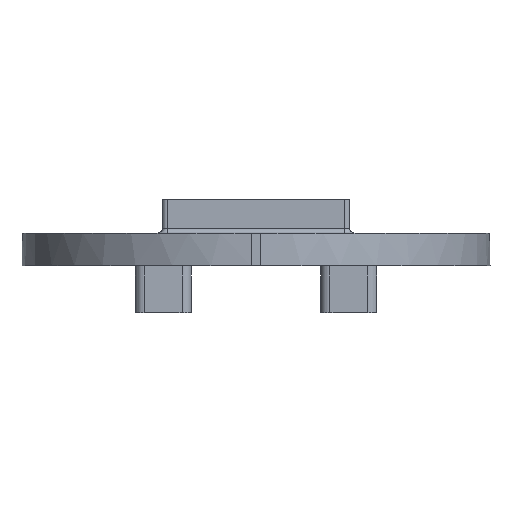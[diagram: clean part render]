
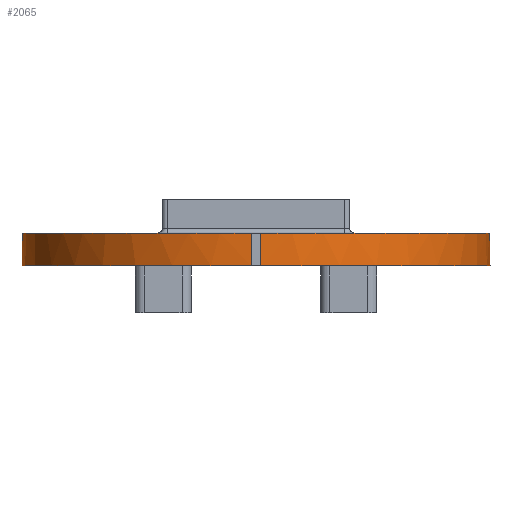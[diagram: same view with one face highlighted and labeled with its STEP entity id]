
A CAD part, left-side view. The second image highlights one B-rep face of the part: STEP entity #2065.
In plain terms, the highlighted cylindrical face has radius 50 mm (diameter 100 mm), a partial arc.
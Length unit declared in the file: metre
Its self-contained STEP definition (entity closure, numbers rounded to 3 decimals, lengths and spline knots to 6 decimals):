
#52=CYLINDRICAL_SURFACE('',#2273,0.05);
#122=CIRCLE('',#2261,0.05);
#134=CIRCLE('',#2274,0.05);
#369=ORIENTED_EDGE('',*,*,#873,.F.);
#370=ORIENTED_EDGE('',*,*,#846,.T.);
#371=ORIENTED_EDGE('',*,*,#874,.T.);
#372=ORIENTED_EDGE('',*,*,#875,.F.);
#846=EDGE_CURVE('',#1114,#1115,#122,.T.);
#873=EDGE_CURVE('',#1114,#1141,#1311,.F.);
#874=EDGE_CURVE('',#1115,#1142,#1312,.F.);
#875=EDGE_CURVE('',#1141,#1142,#134,.T.);
#1114=VERTEX_POINT('',#3241);
#1115=VERTEX_POINT('',#3242);
#1141=VERTEX_POINT('',#3296);
#1142=VERTEX_POINT('',#3298);
#1311=LINE('',#3295,#1474);
#1312=LINE('',#3297,#1475);
#1474=VECTOR('',#2652,1.);
#1475=VECTOR('',#2653,1.);
#1647=EDGE_LOOP('',(#369,#370,#371,#372));
#1844=FACE_BOUND('',#1647,.T.);
#2065=ADVANCED_FACE('',(#1844),#52,.T.);
#2261=AXIS2_PLACEMENT_3D('',#3240,#2611,#2612);
#2273=AXIS2_PLACEMENT_3D('',#3294,#2650,#2651);
#2274=AXIS2_PLACEMENT_3D('',#3299,#2654,#2655);
#2611=DIRECTION('',(0.,0.,1.));
#2612=DIRECTION('',(1.,0.,0.));
#2650=DIRECTION('',(0.,0.,-1.));
#2651=DIRECTION('',(-1.,0.,0.));
#2652=DIRECTION('',(0.,0.,-1.));
#2653=DIRECTION('',(0.,0.,-1.));
#2654=DIRECTION('',(0.,0.,1.));
#2655=DIRECTION('',(1.,0.,0.));
#3240=CARTESIAN_POINT('',(0.,0.,0.));
#3241=CARTESIAN_POINT('',(-0.04999,-0.001,0.));
#3242=CARTESIAN_POINT('',(-0.04999,0.001,0.));
#3294=CARTESIAN_POINT('',(0.,0.,0.007));
#3295=CARTESIAN_POINT('',(-0.04999,-0.001,0.007));
#3296=CARTESIAN_POINT('',(-0.04999,-0.001,0.007));
#3297=CARTESIAN_POINT('',(-0.04999,0.001,0.007));
#3298=CARTESIAN_POINT('',(-0.04999,0.001,0.007));
#3299=CARTESIAN_POINT('',(0.,0.,0.007));
